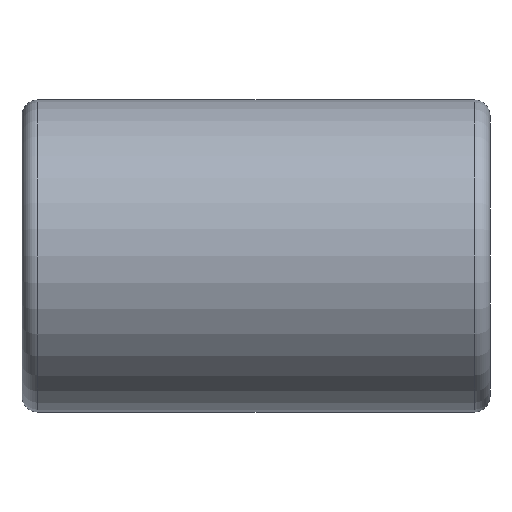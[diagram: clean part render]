
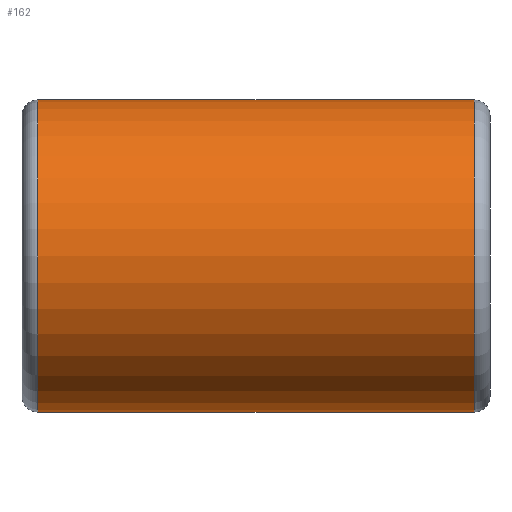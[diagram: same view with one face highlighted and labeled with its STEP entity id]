
A CAD part, left-side view. The second image highlights one B-rep face of the part: STEP entity #162.
In plain terms, the highlighted cylindrical face has radius 10 mm (diameter 20 mm), a partial arc.
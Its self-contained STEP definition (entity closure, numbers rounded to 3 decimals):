
#2 = ORIENTED_EDGE ( 'NONE', *, *, #353, .T. ) ;
#10 = VECTOR ( 'NONE', #170, 1000. ) ;
#25 = DIRECTION ( 'NONE',  ( 0., 0., -1. ) ) ;
#30 = ORIENTED_EDGE ( 'NONE', *, *, #377, .F. ) ;
#33 = CARTESIAN_POINT ( 'NONE',  ( 0., -14., 10. ) ) ;
#46 = EDGE_CURVE ( 'NONE', #194, #85, #219, .T. ) ;
#55 = CARTESIAN_POINT ( 'NONE',  ( 0., 14., 10. ) ) ;
#69 = DIRECTION ( 'NONE',  ( 0., -1., 0. ) ) ;
#78 = DIRECTION ( 'NONE',  ( 0., 0., 1. ) ) ;
#85 = VERTEX_POINT ( 'NONE', #33 ) ;
#87 = DIRECTION ( 'NONE',  ( 0., 0., 1. ) ) ;
#113 = CARTESIAN_POINT ( 'NONE',  ( 0., 14., 0. ) ) ;
#126 = DIRECTION ( 'NONE',  ( 0., 1., 0. ) ) ;
#141 = VERTEX_POINT ( 'NONE', #55 ) ;
#151 = VERTEX_POINT ( 'NONE', #368 ) ;
#162 = ADVANCED_FACE ( 'NONE', ( #442 ), #223, .T. ) ;
#168 = DIRECTION ( 'NONE',  ( 0., 1., 0. ) ) ;
#169 = AXIS2_PLACEMENT_3D ( 'NONE', #320, #269, #87 ) ;
#170 = DIRECTION ( 'NONE',  ( 0., 1., 0. ) ) ;
#182 = ORIENTED_EDGE ( 'NONE', *, *, #411, .T. ) ;
#194 = VERTEX_POINT ( 'NONE', #294 ) ;
#210 = CARTESIAN_POINT ( 'NONE',  ( 0., -14., 0. ) ) ;
#211 = CARTESIAN_POINT ( 'NONE',  ( 0., 33.565, 10. ) ) ;
#213 = CARTESIAN_POINT ( 'NONE',  ( 0., 33.565, -10. ) ) ;
#219 = CIRCLE ( 'NONE', #333, 10. ) ;
#223 = CYLINDRICAL_SURFACE ( 'NONE', #169, 10. ) ;
#239 = CIRCLE ( 'NONE', #363, 10. ) ;
#259 = LINE ( 'NONE', #211, #389 ) ;
#260 = LINE ( 'NONE', #213, #10 ) ;
#269 = DIRECTION ( 'NONE',  ( 0., 1., 0. ) ) ;
#294 = CARTESIAN_POINT ( 'NONE',  ( 0., -14., -10. ) ) ;
#300 = EDGE_LOOP ( 'NONE', ( #30, #443, #2, #182 ) ) ;
#320 = CARTESIAN_POINT ( 'NONE',  ( 0., 33.565, 0. ) ) ;
#333 = AXIS2_PLACEMENT_3D ( 'NONE', #210, #126, #78 ) ;
#353 = EDGE_CURVE ( 'NONE', #85, #141, #259, .T. ) ;
#363 = AXIS2_PLACEMENT_3D ( 'NONE', #113, #69, #25 ) ;
#368 = CARTESIAN_POINT ( 'NONE',  ( 0., 14., -10. ) ) ;
#377 = EDGE_CURVE ( 'NONE', #194, #151, #260, .T. ) ;
#389 = VECTOR ( 'NONE', #168, 1000. ) ;
#411 = EDGE_CURVE ( 'NONE', #141, #151, #239, .T. ) ;
#442 = FACE_OUTER_BOUND ( 'NONE', #300, .T. ) ;
#443 = ORIENTED_EDGE ( 'NONE', *, *, #46, .T. ) ;
